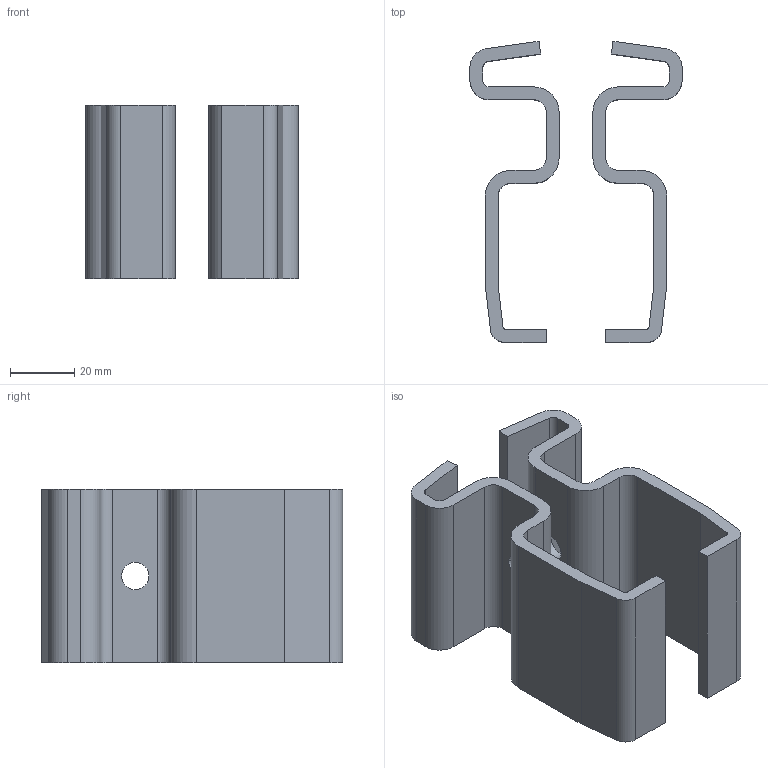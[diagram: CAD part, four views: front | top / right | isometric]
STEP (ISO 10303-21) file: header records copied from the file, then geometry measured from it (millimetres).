
FILE_DESCRIPTION (( 'STEP AP214' ), '1' );
FILE_NAME ('0041932.step', '2022-02-08T09:25:08', ( '' ), ( '' ), 'SwSTEP 2.0', 'SolidWorks 2020', '' );
FILE_SCHEMA (( 'AUTOMOTIVE_DESIGN' ));
Length unit declared in the file: millimetre
Products named in the file (1): 0041932
Bounding box: 66 x 93.67 x 54 mm (x, y, z)
Volume: 65760.5 mm3; surface area: 36409.8 mm2
Topology: 2 solids, 2 shells, 68 faces, 192 edges, 128 vertices
Faces by surface type: plane 40, cylinder 28
Entity records: 3011 total; most frequent: CARTESIAN_POINT 389, DIRECTION 386, ORIENTED_EDGE 384, EDGE_CURVE 192, VECTOR 136, LINE 136, VERTEX_POINT 128, AXIS2_PLACEMENT_3D 125
